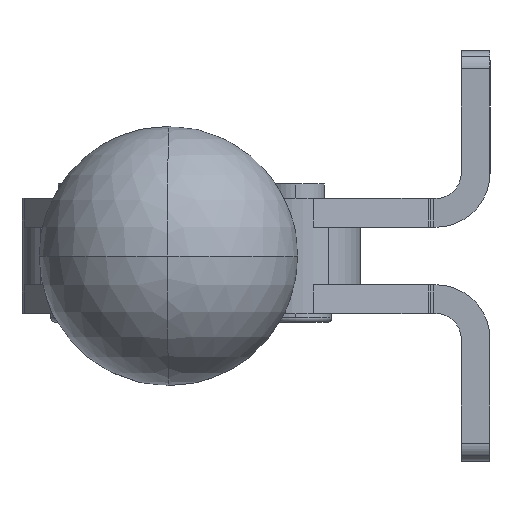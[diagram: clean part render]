
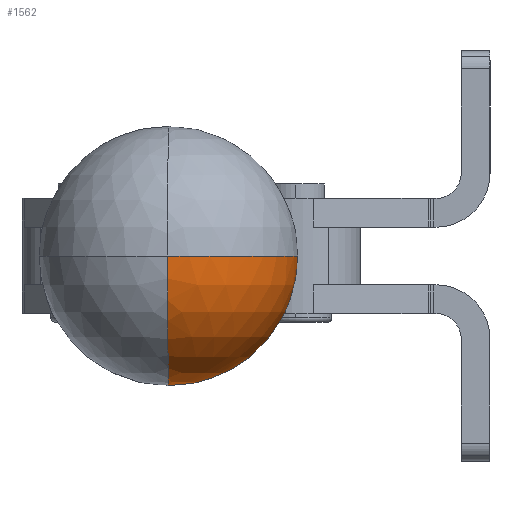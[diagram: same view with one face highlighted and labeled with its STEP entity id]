
A CAD part, left-side view. The second image highlights one B-rep face of the part: STEP entity #1562.
In plain terms, the highlighted spherical face has radius 18 mm.
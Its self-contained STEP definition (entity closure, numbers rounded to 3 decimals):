
#1510=CARTESIAN_POINT('',(-94.31,65.357,-26.));
#1511=VERTEX_POINT('',#1510);
#1519=CARTESIAN_POINT('',(-92.819,47.419,-8.));
#1520=VERTEX_POINT('',#1519);
#1528=CARTESIAN_POINT('',(-94.31,65.357,-8.));
#1529=DIRECTION('',(-0.997,-0.083,0.));
#1530=DIRECTION('',(0.083,-0.997,0.));
#1531=AXIS2_PLACEMENT_3D('',#1528,#1529,#1530);
#1532=CIRCLE('',#1531,18.);
#1533=EDGE_CURVE('',#1511,#1520,#1532,.T.);
#1538=CARTESIAN_POINT('',(-94.31,65.357,-8.));
#1539=DIRECTION('',(0.0,0.0,1.0));
#1540=DIRECTION('',(-1.,0.005,0.));
#1541=AXIS2_PLACEMENT_3D('',#1538,#1539,#1540);
#1542=SPHERICAL_SURFACE('',#1541,18.);
#1543=CARTESIAN_POINT('',(-112.31,65.452,-8.));
#1544=VERTEX_POINT('',#1543);
#1545=CARTESIAN_POINT('',(-94.31,65.357,-8.));
#1546=DIRECTION('',(0.005,1.,0.0));
#1547=DIRECTION('',(0.0,0.0,-1.0));
#1548=AXIS2_PLACEMENT_3D('',#1545,#1546,#1547);
#1549=CIRCLE('',#1548,18.);
#1550=EDGE_CURVE('',#1511,#1544,#1549,.T.);
#1551=ORIENTED_EDGE('',*,*,#1550,.F.);
#1552=ORIENTED_EDGE('',*,*,#1533,.T.);
#1553=CARTESIAN_POINT('',(-94.31,65.357,-8.));
#1554=DIRECTION('',(0.,0.,1.));
#1555=DIRECTION('',(-1.,0.005,0.));
#1556=AXIS2_PLACEMENT_3D('',#1553,#1554,#1555);
#1557=CIRCLE('',#1556,18.0);
#1558=EDGE_CURVE('',#1544,#1520,#1557,.T.);
#1559=ORIENTED_EDGE('',*,*,#1558,.F.);
#1560=EDGE_LOOP('',(#1551,#1552,#1559));
#1561=FACE_OUTER_BOUND('',#1560,.T.);
#1562=ADVANCED_FACE('',(#1561),#1542,.T.);
